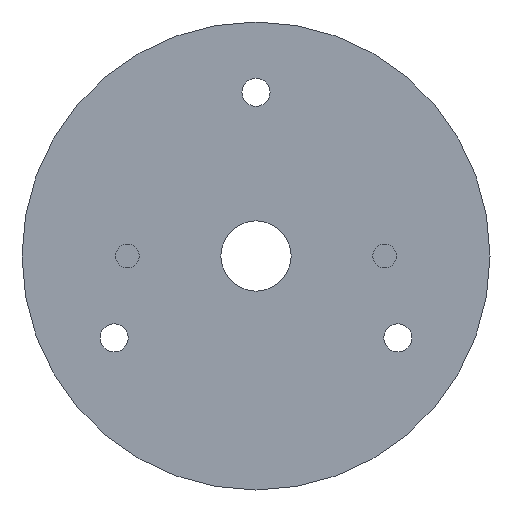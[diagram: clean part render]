
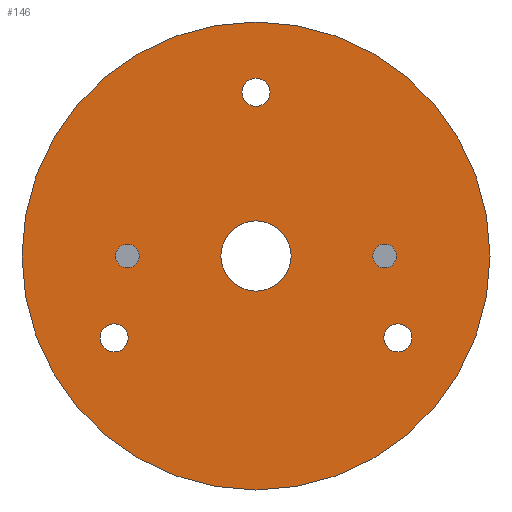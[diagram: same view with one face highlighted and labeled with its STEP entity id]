
A CAD part, left-side view. The second image highlights one B-rep face of the part: STEP entity #146.
In plain terms, the highlighted planar face has unit normal (-1, 0, 0).
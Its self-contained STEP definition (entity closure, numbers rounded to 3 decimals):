
#7 = AXIS2_PLACEMENT_3D ( 'NONE', #817, #131, #812 ) ;
#11 = VERTEX_POINT ( 'NONE', #903 ) ;
#24 = DIRECTION ( 'NONE',  ( 1., 0., 0. ) ) ;
#27 = FACE_BOUND ( 'NONE', #816, .T. ) ;
#29 = CARTESIAN_POINT ( 'NONE',  ( 0., -27.5, 0. ) ) ;
#32 = CARTESIAN_POINT ( 'NONE',  ( 0., -7.5, 0. ) ) ;
#34 = EDGE_CURVE ( 'NONE', #781, #842, #626, .T. ) ;
#40 = CIRCLE ( 'NONE', #183, 50. ) ;
#42 = ORIENTED_EDGE ( 'NONE', *, *, #34, .T. ) ;
#50 = CARTESIAN_POINT ( 'NONE',  ( 0., 0., 0. ) ) ;
#53 = ORIENTED_EDGE ( 'NONE', *, *, #440, .T. ) ;
#67 = CARTESIAN_POINT ( 'NONE',  ( 0., -30.311, -17.5 ) ) ;
#72 = AXIS2_PLACEMENT_3D ( 'NONE', #67, #249, #700 ) ;
#77 = VERTEX_POINT ( 'NONE', #340 ) ;
#85 = CIRCLE ( 'NONE', #598, 3. ) ;
#92 = VERTEX_POINT ( 'NONE', #655 ) ;
#98 = DIRECTION ( 'NONE',  ( -1., 0., 0. ) ) ;
#106 = CARTESIAN_POINT ( 'NONE',  ( 0., 30.311, -14.5 ) ) ;
#131 = DIRECTION ( 'NONE',  ( 1., 0., 0. ) ) ;
#145 = VERTEX_POINT ( 'NONE', #860 ) ;
#146 = ADVANCED_FACE ( 'NONE', ( #959, #864, #880, #27, #182, #171, #794 ), #189, .T. ) ;
#148 = CARTESIAN_POINT ( 'NONE',  ( 0., 0., 35. ) ) ;
#149 = EDGE_CURVE ( 'NONE', #145, #624, #788, .T. ) ;
#154 = EDGE_LOOP ( 'NONE', ( #579, #656 ) ) ;
#156 = CARTESIAN_POINT ( 'NONE',  ( 0., 27.5, 0. ) ) ;
#165 = CIRCLE ( 'NONE', #647, 7.5 ) ;
#171 = FACE_BOUND ( 'NONE', #332, .T. ) ;
#175 = DIRECTION ( 'NONE',  ( -1., 0., 0. ) ) ;
#180 = CARTESIAN_POINT ( 'NONE',  ( 0., 0., 0. ) ) ;
#182 = FACE_BOUND ( 'NONE', #683, .T. ) ;
#183 = AXIS2_PLACEMENT_3D ( 'NONE', #711, #329, #867 ) ;
#187 = CARTESIAN_POINT ( 'NONE',  ( 0., 27.5, -2.525 ) ) ;
#189 = PLANE ( 'NONE',  #974 ) ;
#194 = DIRECTION ( 'NONE',  ( 0., 0., -1. ) ) ;
#213 = EDGE_LOOP ( 'NONE', ( #963, #921 ) ) ;
#238 = AXIS2_PLACEMENT_3D ( 'NONE', #318, #175, #934 ) ;
#243 = VERTEX_POINT ( 'NONE', #429 ) ;
#244 = DIRECTION ( 'NONE',  ( -1., 0., 0. ) ) ;
#247 = CARTESIAN_POINT ( 'NONE',  ( 0., -27.5, 0. ) ) ;
#249 = DIRECTION ( 'NONE',  ( 1., 0., 0. ) ) ;
#257 = DIRECTION ( 'NONE',  ( 0., 0., 1. ) ) ;
#268 = DIRECTION ( 'NONE',  ( 1., 0., 0. ) ) ;
#283 = VERTEX_POINT ( 'NONE', #434 ) ;
#295 = CIRCLE ( 'NONE', #910, 3. ) ;
#298 = DIRECTION ( 'NONE',  ( 0., 0., -1. ) ) ;
#299 = CIRCLE ( 'NONE', #926, 3. ) ;
#310 = CIRCLE ( 'NONE', #506, 7.5 ) ;
#318 = CARTESIAN_POINT ( 'NONE',  ( 0., 0., 0. ) ) ;
#321 = DIRECTION ( 'NONE',  ( 0., 0., 1. ) ) ;
#326 = DIRECTION ( 'NONE',  ( -1., 0., 0. ) ) ;
#328 = VERTEX_POINT ( 'NONE', #356 ) ;
#329 = DIRECTION ( 'NONE',  ( -1., 0., 0. ) ) ;
#332 = EDGE_LOOP ( 'NONE', ( #651, #382 ) ) ;
#334 = CARTESIAN_POINT ( 'NONE',  ( 0., 0., 35. ) ) ;
#340 = CARTESIAN_POINT ( 'NONE',  ( 0., 0., 50. ) ) ;
#341 = AXIS2_PLACEMENT_3D ( 'NONE', #394, #472, #793 ) ;
#356 = CARTESIAN_POINT ( 'NONE',  ( 0., 0., -7.5 ) ) ;
#364 = ORIENTED_EDGE ( 'NONE', *, *, #654, .T. ) ;
#382 = ORIENTED_EDGE ( 'NONE', *, *, #886, .F. ) ;
#385 = EDGE_CURVE ( 'NONE', #497, #328, #165, .T. ) ;
#387 = AXIS2_PLACEMENT_3D ( 'NONE', #334, #268, #194 ) ;
#392 = EDGE_CURVE ( 'NONE', #593, #418, #773, .T. ) ;
#394 = CARTESIAN_POINT ( 'NONE',  ( 0., 27.5, 0. ) ) ;
#398 = CARTESIAN_POINT ( 'NONE',  ( 0., 0., 7.5 ) ) ;
#402 = VERTEX_POINT ( 'NONE', #106 ) ;
#418 = VERTEX_POINT ( 'NONE', #187 ) ;
#429 = CARTESIAN_POINT ( 'NONE',  ( 0., -27.5, -2.525 ) ) ;
#434 = CARTESIAN_POINT ( 'NONE',  ( 0., 30.311, -20.5 ) ) ;
#440 = EDGE_CURVE ( 'NONE', #11, #77, #40, .T. ) ;
#441 = CIRCLE ( 'NONE', #7, 3. ) ;
#469 = DIRECTION ( 'NONE',  ( 0., 0., -1. ) ) ;
#472 = DIRECTION ( 'NONE',  ( -1., 0., 0. ) ) ;
#476 = EDGE_CURVE ( 'NONE', #77, #11, #938, .T. ) ;
#478 = DIRECTION ( 'NONE',  ( -1., 0., 0. ) ) ;
#489 = CIRCLE ( 'NONE', #507, 2.525 ) ;
#495 = EDGE_CURVE ( 'NONE', #92, #243, #955, .T. ) ;
#497 = VERTEX_POINT ( 'NONE', #398 ) ;
#498 = DIRECTION ( 'NONE',  ( 1., 0., 0. ) ) ;
#506 = AXIS2_PLACEMENT_3D ( 'NONE', #50, #725, #899 ) ;
#507 = AXIS2_PLACEMENT_3D ( 'NONE', #29, #244, #321 ) ;
#513 = EDGE_CURVE ( 'NONE', #328, #497, #310, .T. ) ;
#528 = ORIENTED_EDGE ( 'NONE', *, *, #727, .T. ) ;
#536 = DIRECTION ( 'NONE',  ( 0., 0., 1. ) ) ;
#557 = CARTESIAN_POINT ( 'NONE',  ( 0., -30.311, -20.5 ) ) ;
#575 = DIRECTION ( 'NONE',  ( 0., 0., -1. ) ) ;
#579 = ORIENTED_EDGE ( 'NONE', *, *, #799, .T. ) ;
#593 = VERTEX_POINT ( 'NONE', #969 ) ;
#598 = AXIS2_PLACEMENT_3D ( 'NONE', #879, #498, #575 ) ;
#604 = ORIENTED_EDGE ( 'NONE', *, *, #392, .F. ) ;
#612 = EDGE_LOOP ( 'NONE', ( #852, #528 ) ) ;
#615 = CARTESIAN_POINT ( 'NONE',  ( 0., 30.311, -17.5 ) ) ;
#624 = VERTEX_POINT ( 'NONE', #660 ) ;
#626 = CIRCLE ( 'NONE', #72, 3. ) ;
#632 = EDGE_CURVE ( 'NONE', #402, #283, #441, .T. ) ;
#642 = ORIENTED_EDGE ( 'NONE', *, *, #476, .T. ) ;
#647 = AXIS2_PLACEMENT_3D ( 'NONE', #180, #98, #859 ) ;
#648 = CIRCLE ( 'NONE', #905, 2.525 ) ;
#651 = ORIENTED_EDGE ( 'NONE', *, *, #495, .F. ) ;
#654 = EDGE_CURVE ( 'NONE', #842, #781, #85, .T. ) ;
#655 = CARTESIAN_POINT ( 'NONE',  ( 0., -27.5, 2.525 ) ) ;
#656 = ORIENTED_EDGE ( 'NONE', *, *, #149, .T. ) ;
#660 = CARTESIAN_POINT ( 'NONE',  ( 0., 0., 38. ) ) ;
#676 = DIRECTION ( 'NONE',  ( 1., 0., 0. ) ) ;
#683 = EDGE_LOOP ( 'NONE', ( #604, #776 ) ) ;
#687 = DIRECTION ( 'NONE',  ( -1., 0., 0. ) ) ;
#695 = EDGE_CURVE ( 'NONE', #418, #593, #648, .T. ) ;
#700 = DIRECTION ( 'NONE',  ( 0., 0., -1. ) ) ;
#711 = CARTESIAN_POINT ( 'NONE',  ( 0., 0., 0. ) ) ;
#721 = DIRECTION ( 'NONE',  ( 0., 0., 1. ) ) ;
#725 = DIRECTION ( 'NONE',  ( -1., 0., 0. ) ) ;
#727 = EDGE_CURVE ( 'NONE', #283, #402, #295, .T. ) ;
#773 = CIRCLE ( 'NONE', #341, 2.525 ) ;
#776 = ORIENTED_EDGE ( 'NONE', *, *, #695, .F. ) ;
#781 = VERTEX_POINT ( 'NONE', #915 ) ;
#788 = CIRCLE ( 'NONE', #387, 3. ) ;
#793 = DIRECTION ( 'NONE',  ( 0., 0., 1. ) ) ;
#794 = FACE_OUTER_BOUND ( 'NONE', #835, .T. ) ;
#799 = EDGE_CURVE ( 'NONE', #624, #145, #299, .T. ) ;
#812 = DIRECTION ( 'NONE',  ( 0., 0., -1. ) ) ;
#816 = EDGE_LOOP ( 'NONE', ( #42, #364 ) ) ;
#817 = CARTESIAN_POINT ( 'NONE',  ( 0., 30.311, -17.5 ) ) ;
#835 = EDGE_LOOP ( 'NONE', ( #642, #53 ) ) ;
#842 = VERTEX_POINT ( 'NONE', #557 ) ;
#852 = ORIENTED_EDGE ( 'NONE', *, *, #632, .T. ) ;
#859 = DIRECTION ( 'NONE',  ( 0., 0., 1. ) ) ;
#860 = CARTESIAN_POINT ( 'NONE',  ( 0., 0., 32. ) ) ;
#864 = FACE_BOUND ( 'NONE', #154, .T. ) ;
#867 = DIRECTION ( 'NONE',  ( 0., 0., 1. ) ) ;
#879 = CARTESIAN_POINT ( 'NONE',  ( 0., -30.311, -17.5 ) ) ;
#880 = FACE_BOUND ( 'NONE', #612, .T. ) ;
#886 = EDGE_CURVE ( 'NONE', #243, #92, #489, .T. ) ;
#899 = DIRECTION ( 'NONE',  ( 0., 0., 1. ) ) ;
#903 = CARTESIAN_POINT ( 'NONE',  ( 0., 0., -50. ) ) ;
#905 = AXIS2_PLACEMENT_3D ( 'NONE', #156, #687, #536 ) ;
#910 = AXIS2_PLACEMENT_3D ( 'NONE', #615, #676, #298 ) ;
#915 = CARTESIAN_POINT ( 'NONE',  ( 0., -30.311, -14.5 ) ) ;
#921 = ORIENTED_EDGE ( 'NONE', *, *, #513, .F. ) ;
#926 = AXIS2_PLACEMENT_3D ( 'NONE', #148, #24, #469 ) ;
#934 = DIRECTION ( 'NONE',  ( 0., 0., 1. ) ) ;
#938 = CIRCLE ( 'NONE', #238, 50. ) ;
#955 = CIRCLE ( 'NONE', #992, 2.525 ) ;
#959 = FACE_BOUND ( 'NONE', #213, .T. ) ;
#963 = ORIENTED_EDGE ( 'NONE', *, *, #385, .F. ) ;
#969 = CARTESIAN_POINT ( 'NONE',  ( 0., 27.5, 2.525 ) ) ;
#974 = AXIS2_PLACEMENT_3D ( 'NONE', #32, #326, #721 ) ;
#992 = AXIS2_PLACEMENT_3D ( 'NONE', #247, #478, #257 ) ;
